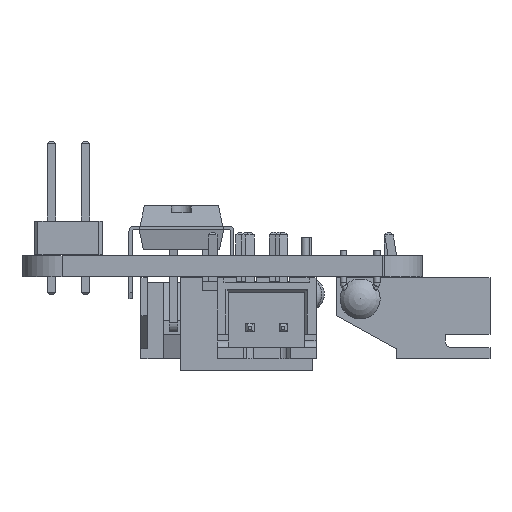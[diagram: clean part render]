
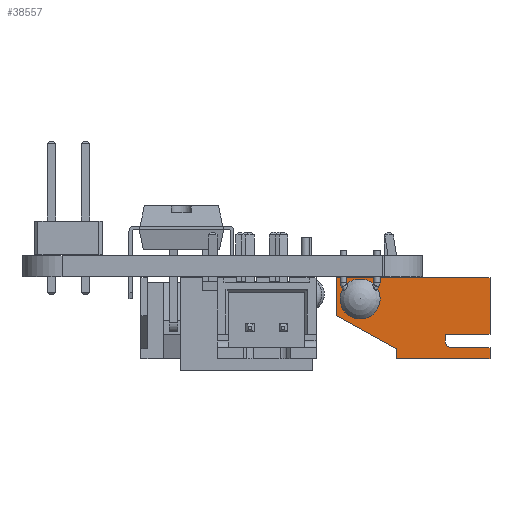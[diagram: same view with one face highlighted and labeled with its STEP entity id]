
A CAD part, front view. The second image highlights one B-rep face of the part: STEP entity #38557.
In plain terms, the highlighted face is planar.
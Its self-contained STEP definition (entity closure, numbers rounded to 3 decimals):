
#37871 = VERTEX_POINT('',#37872);
#37872 = CARTESIAN_POINT('',(7.45,-0.6,5.35));
#37880 = EDGE_CURVE('',#37871,#37881,#37883,.T.);
#37881 = VERTEX_POINT('',#37882);
#37882 = CARTESIAN_POINT('',(7.45,-0.6,6.1));
#37883 = LINE('',#37884,#37885);
#37884 = CARTESIAN_POINT('',(7.45,-0.6,0.35));
#37885 = VECTOR('',#37886,1.);
#37886 = DIRECTION('',(0.,0.,1.));
#37993 = VERTEX_POINT('',#37994);
#37994 = CARTESIAN_POINT('',(7.45,-7.6,0.));
#38000 = EDGE_CURVE('',#37993,#38001,#38003,.T.);
#38001 = VERTEX_POINT('',#38002);
#38002 = CARTESIAN_POINT('',(7.45,-7.6,4.25));
#38003 = LINE('',#38004,#38005);
#38004 = CARTESIAN_POINT('',(7.45,-7.6,0.));
#38005 = VECTOR('',#38006,1.);
#38006 = DIRECTION('',(0.,0.,1.));
#38072 = EDGE_CURVE('',#37881,#38073,#38075,.T.);
#38073 = VERTEX_POINT('',#38074);
#38074 = CARTESIAN_POINT('',(7.45,-7.6,6.1));
#38075 = LINE('',#38076,#38077);
#38076 = CARTESIAN_POINT('',(7.45,-0.6,6.1));
#38077 = VECTOR('',#38078,1.);
#38078 = DIRECTION('',(0.,-1.,0.));
#38540 = VERTEX_POINT('',#38541);
#38541 = CARTESIAN_POINT('',(7.45,3.9,2.85));
#38547 = EDGE_CURVE('',#37871,#38540,#38548,.T.);
#38548 = LINE('',#38549,#38550);
#38549 = CARTESIAN_POINT('',(7.45,-0.6,5.35));
#38550 = VECTOR('',#38551,1.);
#38551 = DIRECTION('',(0.,0.874,-0.486
    ));
#38557 = ADVANCED_FACE('',(#38558),#38617,.T.);
#38558 = FACE_BOUND('',#38559,.T.);
#38559 = EDGE_LOOP('',(#38560,#38561,#38569,#38575,#38576,#38577,#38578,
    #38586,#38594,#38603,#38611));
#38560 = ORIENTED_EDGE('',*,*,#38000,.F.);
#38561 = ORIENTED_EDGE('',*,*,#38562,.F.);
#38562 = EDGE_CURVE('',#38563,#37993,#38565,.T.);
#38563 = VERTEX_POINT('',#38564);
#38564 = CARTESIAN_POINT('',(7.45,3.9,0.));
#38565 = LINE('',#38566,#38567);
#38566 = CARTESIAN_POINT('',(7.45,3.9,0.));
#38567 = VECTOR('',#38568,1.);
#38568 = DIRECTION('',(0.,-1.,0.));
#38569 = ORIENTED_EDGE('',*,*,#38570,.F.);
#38570 = EDGE_CURVE('',#38540,#38563,#38571,.T.);
#38571 = LINE('',#38572,#38573);
#38572 = CARTESIAN_POINT('',(7.45,3.9,2.85));
#38573 = VECTOR('',#38574,1.);
#38574 = DIRECTION('',(-0.,0.,-1.));
#38575 = ORIENTED_EDGE('',*,*,#38547,.F.);
#38576 = ORIENTED_EDGE('',*,*,#37880,.T.);
#38577 = ORIENTED_EDGE('',*,*,#38072,.T.);
#38578 = ORIENTED_EDGE('',*,*,#38579,.F.);
#38579 = EDGE_CURVE('',#38580,#38073,#38582,.T.);
#38580 = VERTEX_POINT('',#38581);
#38581 = CARTESIAN_POINT('',(7.45,-7.6,5.25));
#38582 = LINE('',#38583,#38584);
#38583 = CARTESIAN_POINT('',(7.45,-7.6,0.35));
#38584 = VECTOR('',#38585,1.);
#38585 = DIRECTION('',(0.,0.,1.));
#38586 = ORIENTED_EDGE('',*,*,#38587,.T.);
#38587 = EDGE_CURVE('',#38580,#38588,#38590,.T.);
#38588 = VERTEX_POINT('',#38589);
#38589 = CARTESIAN_POINT('',(7.45,-4.75,5.25));
#38590 = LINE('',#38591,#38592);
#38591 = CARTESIAN_POINT('',(7.45,-7.6,5.25));
#38592 = VECTOR('',#38593,1.);
#38593 = DIRECTION('',(0.,1.,0.));
#38594 = ORIENTED_EDGE('',*,*,#38595,.T.);
#38595 = EDGE_CURVE('',#38588,#38596,#38598,.T.);
#38596 = VERTEX_POINT('',#38597);
#38597 = CARTESIAN_POINT('',(7.45,-4.25,4.75));
#38598 = CIRCLE('',#38599,0.5);
#38599 = AXIS2_PLACEMENT_3D('',#38600,#38601,#38602);
#38600 = CARTESIAN_POINT('',(7.45,-4.75,4.75));
#38601 = DIRECTION('',(-1.,0.,0.));
#38602 = DIRECTION('',(0.,0.,1.));
#38603 = ORIENTED_EDGE('',*,*,#38604,.T.);
#38604 = EDGE_CURVE('',#38596,#38605,#38607,.T.);
#38605 = VERTEX_POINT('',#38606);
#38606 = CARTESIAN_POINT('',(7.45,-4.25,4.25));
#38607 = LINE('',#38608,#38609);
#38608 = CARTESIAN_POINT('',(7.45,-4.25,4.75));
#38609 = VECTOR('',#38610,1.);
#38610 = DIRECTION('',(0.,0.,-1.));
#38611 = ORIENTED_EDGE('',*,*,#38612,.T.);
#38612 = EDGE_CURVE('',#38605,#38001,#38613,.T.);
#38613 = LINE('',#38614,#38615);
#38614 = CARTESIAN_POINT('',(7.45,-4.25,4.25));
#38615 = VECTOR('',#38616,1.);
#38616 = DIRECTION('',(0.,-1.,0.));
#38617 = PLANE('',#38618);
#38618 = AXIS2_PLACEMENT_3D('',#38619,#38620,#38621);
#38619 = CARTESIAN_POINT('',(7.45,-2.827,3.048));
#38620 = DIRECTION('',(1.,0.,0.));
#38621 = DIRECTION('',(0.,0.,-1.));
